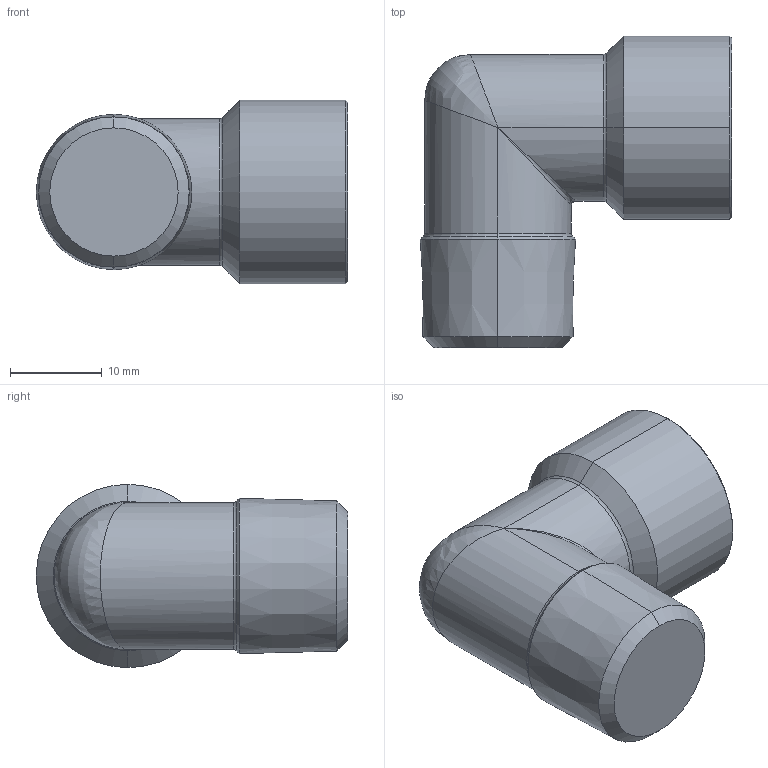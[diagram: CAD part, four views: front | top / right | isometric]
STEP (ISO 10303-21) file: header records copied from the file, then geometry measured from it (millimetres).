
FILE_DESCRIPTION (( 'STEP AP203' ), '1' );
FILE_NAME ('X5120003.STEP', '2011-10-25T06:55:51', ( 'SP' ), ( 'sopra-pneumatic' ), 'SwSTEP 2.0', 'SolidWorks 2011', '' );
FILE_SCHEMA (( 'CONFIG_CONTROL_DESIGN' ));
Length unit declared in the file: millimetre
Products named in the file (1): X5120003
Bounding box: 33.97 x 34 x 20 mm (x, y, z)
Volume: 7414.9 mm3; surface area: 4355.5 mm2
Topology: 1 solids, 1 shells, 34 faces, 70 edges, 33 vertices
Faces by surface type: cone 16, cylinder 10, torus 4, plane 2, bspline 2
Entity records: 1101 total; most frequent: CARTESIAN_POINT 346, DIRECTION 160, ORIENTED_EDGE 128, AXIS2_PLACEMENT_3D 67, EDGE_CURVE 64, EDGE_LOOP 35, ADVANCED_FACE 34, CIRCLE 34
